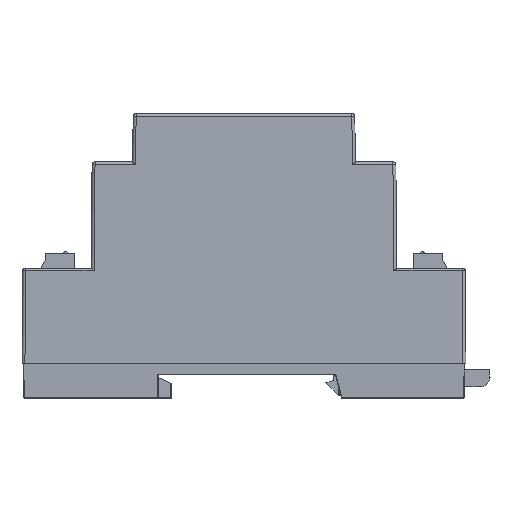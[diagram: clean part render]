
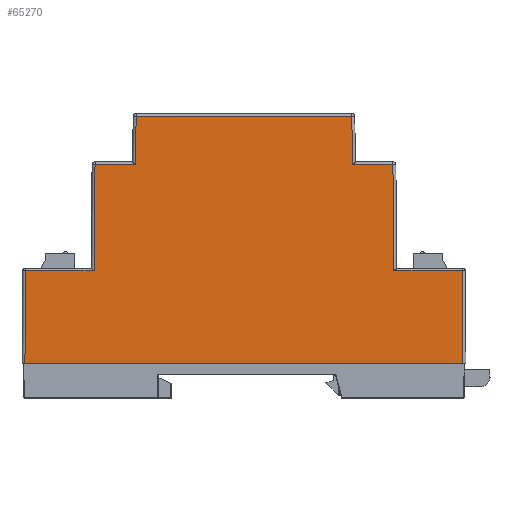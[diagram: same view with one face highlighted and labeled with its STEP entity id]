
A CAD part, left-side view. The second image highlights one B-rep face of the part: STEP entity #65270.
In plain terms, the highlighted face is planar.
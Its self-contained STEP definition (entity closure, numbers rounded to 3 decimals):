
#2810 = CARTESIAN_POINT ( 'NONE',  ( 44.501, 35.6, 0. ) ) ;
#3137 = DIRECTION ( 'NONE',  ( 1., 0., 0. ) ) ;
#3342 = CARTESIAN_POINT ( 'NONE',  ( 44.402, 35.435, 18.903 ) ) ;
#3519 = VERTEX_POINT ( 'NONE', #88991 ) ;
#5039 = CARTESIAN_POINT ( 'NONE',  ( 0., 35.435, 18.903 ) ) ;
#11408 = EDGE_CURVE ( 'NONE', #118927, #46938, #92343, .T. ) ;
#11688 = EDGE_CURVE ( 'NONE', #46938, #44544, #27412, .T. ) ;
#12069 = ORIENTED_EDGE ( 'NONE', *, *, #108447, .T. ) ;
#12884 = VERTEX_POINT ( 'NONE', #129974 ) ;
#13587 = DIRECTION ( 'NONE',  ( 0., 1., 0.009 ) ) ;
#14414 = ORIENTED_EDGE ( 'NONE', *, *, #31249, .T. ) ;
#16278 = ORIENTED_EDGE ( 'NONE', *, *, #34659, .T. ) ;
#16893 = ORIENTED_EDGE ( 'NONE', *, *, #18401, .T. ) ;
#17015 = CARTESIAN_POINT ( 'NONE',  ( -22.062, 35.247, 40.504 ) ) ;
#17260 = CARTESIAN_POINT ( 'NONE',  ( -44.435, 35.49, 12.602 ) ) ;
#18401 = EDGE_CURVE ( 'NONE', #99040, #80599, #53579, .T. ) ;
#18607 = CARTESIAN_POINT ( 'NONE',  ( -44.402, 35.435, 18.903 ) ) ;
#19330 = CARTESIAN_POINT ( 'NONE',  ( 21.908, 35.161, 50.304 ) ) ;
#19934 = VECTOR ( 'NONE', #140616, 1000. ) ;
#26434 = LINE ( 'NONE', #3342, #157272 ) ;
#27412 = B_SPLINE_CURVE_WITH_KNOTS ( 'NONE', 3,
 ( #80925, #80366, #17260, #144061 ),
 .UNSPECIFIED., .F., .F.,
 ( 4, 4 ),
 ( 0., 1. ),
 .UNSPECIFIED. ) ;
#28177 = B_SPLINE_CURVE_WITH_KNOTS ( 'NONE', 3,
 ( #128124, #154221, #141445, #140885 ),
 .UNSPECIFIED., .F., .F.,
 ( 4, 4 ),
 ( 0., 1. ),
 .UNSPECIFIED. ) ;
#30435 = DIRECTION ( 'NONE',  ( 1., 0., 0. ) ) ;
#31249 = EDGE_CURVE ( 'NONE', #102174, #41089, #73185, .T. ) ;
#34659 = EDGE_CURVE ( 'NONE', #3519, #58633, #62252, .T. ) ;
#37937 = LINE ( 'NONE', #129405, #77513 ) ;
#39107 = EDGE_CURVE ( 'NONE', #80599, #12884, #37937, .T. ) ;
#40753 = AXIS2_PLACEMENT_3D ( 'NONE', #75603, #13587, #138235 ) ;
#41089 = VERTEX_POINT ( 'NONE', #43935 ) ;
#43935 = CARTESIAN_POINT ( 'NONE',  ( 44.402, 35.435, 18.903 ) ) ;
#44544 = VERTEX_POINT ( 'NONE', #18607 ) ;
#46669 = DIRECTION ( 'NONE',  ( 0.009, 0.009, -1. ) ) ;
#46938 = VERTEX_POINT ( 'NONE', #133098 ) ;
#49709 = ORIENTED_EDGE ( 'NONE', *, *, #52196, .T. ) ;
#51823 = VECTOR ( 'NONE', #30435, 1000. ) ;
#52196 = EDGE_CURVE ( 'NONE', #58633, #104552, #132869, .T. ) ;
#53306 = EDGE_LOOP ( 'NONE', ( #12069, #127918, #62070, #134424, #140537, #16278, #49709, #142532, #16893, #54095, #74398, #14414 ) ) ;
#53579 = LINE ( 'NONE', #102349, #19934 ) ;
#53710 = DIRECTION ( 'NONE',  ( 0.016, -0.009, 1. ) ) ;
#54095 = ORIENTED_EDGE ( 'NONE', *, *, #39107, .T. ) ;
#57255 = VECTOR ( 'NONE', #3137, 1000. ) ;
#57310 = FACE_OUTER_BOUND ( 'NONE', #53306, .T. ) ;
#58234 = CARTESIAN_POINT ( 'NONE',  ( -30.453, 35.435, 18.903 ) ) ;
#58633 = VERTEX_POINT ( 'NONE', #17015 ) ;
#62070 = ORIENTED_EDGE ( 'NONE', *, *, #11688, .T. ) ;
#62252 = LINE ( 'NONE', #88431, #97995 ) ;
#63233 = CARTESIAN_POINT ( 'NONE',  ( 0., 35.6, 0. ) ) ;
#65270 = ADVANCED_FACE ( 'NONE', ( #57310 ), #76694, .T. ) ;
#69565 = EDGE_CURVE ( 'NONE', #44544, #152107, #115226, .T. ) ;
#73185 = LINE ( 'NONE', #80056, #57255 ) ;
#74398 = ORIENTED_EDGE ( 'NONE', *, *, #140937, .T. ) ;
#75603 = CARTESIAN_POINT ( 'NONE',  ( 0., 35.381, 25.152 ) ) ;
#76694 = PLANE ( 'NONE',  #40753 ) ;
#77513 = VECTOR ( 'NONE', #131570, 1000. ) ;
#80056 = CARTESIAN_POINT ( 'NONE',  ( 0., 35.435, 18.903 ) ) ;
#80366 = CARTESIAN_POINT ( 'NONE',  ( -44.468, 35.545, 6.301 ) ) ;
#80599 = VERTEX_POINT ( 'NONE', #137910 ) ;
#80925 = CARTESIAN_POINT ( 'NONE',  ( -44.501, 35.6, 0. ) ) ;
#85417 = VECTOR ( 'NONE', #109599, 1000. ) ;
#85465 = CARTESIAN_POINT ( 'NONE',  ( 30.264, 35.247, 40.504 ) ) ;
#88431 = CARTESIAN_POINT ( 'NONE',  ( 0., 35.247, 40.504 ) ) ;
#88991 = CARTESIAN_POINT ( 'NONE',  ( -30.264, 35.247, 40.504 ) ) ;
#90047 = DIRECTION ( 'NONE',  ( 1., 0., 0. ) ) ;
#92343 = LINE ( 'NONE', #63233, #135966 ) ;
#97995 = VECTOR ( 'NONE', #90047, 1000. ) ;
#98229 = EDGE_CURVE ( 'NONE', #152107, #3519, #28177, .T. ) ;
#99040 = VERTEX_POINT ( 'NONE', #19330 ) ;
#99117 = VECTOR ( 'NONE', #53710, 1000. ) ;
#102174 = VERTEX_POINT ( 'NONE', #122736 ) ;
#102349 = CARTESIAN_POINT ( 'NONE',  ( 21.908, 35.161, 50.304 ) ) ;
#104552 = VERTEX_POINT ( 'NONE', #105302 ) ;
#105302 = CARTESIAN_POINT ( 'NONE',  ( -21.908, 35.161, 50.304 ) ) ;
#108447 = EDGE_CURVE ( 'NONE', #41089, #118927, #26434, .T. ) ;
#109599 = DIRECTION ( 'NONE',  ( 1., 0., 0. ) ) ;
#115226 = LINE ( 'NONE', #5039, #51823 ) ;
#118927 = VERTEX_POINT ( 'NONE', #2810 ) ;
#122736 = CARTESIAN_POINT ( 'NONE',  ( 30.453, 35.435, 18.903 ) ) ;
#123409 = CARTESIAN_POINT ( 'NONE',  ( 0., 35.161, 50.304 ) ) ;
#124447 = EDGE_CURVE ( 'NONE', #104552, #99040, #132920, .T. ) ;
#126934 = DIRECTION ( 'NONE',  ( -1., 0., 0. ) ) ;
#127918 = ORIENTED_EDGE ( 'NONE', *, *, #11408, .T. ) ;
#128124 = CARTESIAN_POINT ( 'NONE',  ( -30.453, 35.435, 18.903 ) ) ;
#129405 = CARTESIAN_POINT ( 'NONE',  ( 0., 35.247, 40.504 ) ) ;
#129974 = CARTESIAN_POINT ( 'NONE',  ( 30.264, 35.247, 40.504 ) ) ;
#131570 = DIRECTION ( 'NONE',  ( 1., 0., 0. ) ) ;
#131798 = CARTESIAN_POINT ( 'NONE',  ( -22.062, 35.247, 40.504 ) ) ;
#132869 = LINE ( 'NONE', #131798, #99117 ) ;
#132920 = LINE ( 'NONE', #123409, #85417 ) ;
#133098 = CARTESIAN_POINT ( 'NONE',  ( -44.501, 35.6, 0. ) ) ;
#134424 = ORIENTED_EDGE ( 'NONE', *, *, #69565, .T. ) ;
#135966 = VECTOR ( 'NONE', #126934, 1000. ) ;
#137910 = CARTESIAN_POINT ( 'NONE',  ( 22.062, 35.247, 40.504 ) ) ;
#138235 = DIRECTION ( 'NONE',  ( 0., -0.009, 1. ) ) ;
#140537 = ORIENTED_EDGE ( 'NONE', *, *, #98229, .T. ) ;
#140616 = DIRECTION ( 'NONE',  ( 0.016, 0.009, -1. ) ) ;
#140737 = VECTOR ( 'NONE', #46669, 1000. ) ;
#140885 = CARTESIAN_POINT ( 'NONE',  ( -30.264, 35.247, 40.504 ) ) ;
#140937 = EDGE_CURVE ( 'NONE', #12884, #102174, #160642, .T. ) ;
#141445 = CARTESIAN_POINT ( 'NONE',  ( -30.327, 35.309, 33.304 ) ) ;
#142532 = ORIENTED_EDGE ( 'NONE', *, *, #124447, .T. ) ;
#144061 = CARTESIAN_POINT ( 'NONE',  ( -44.402, 35.435, 18.903 ) ) ;
#152107 = VERTEX_POINT ( 'NONE', #58234 ) ;
#154221 = CARTESIAN_POINT ( 'NONE',  ( -30.39, 35.372, 26.104 ) ) ;
#155635 = DIRECTION ( 'NONE',  ( 0.005, 0.009, -1. ) ) ;
#157272 = VECTOR ( 'NONE', #155635, 1000. ) ;
#160642 = LINE ( 'NONE', #85465, #140737 ) ;
